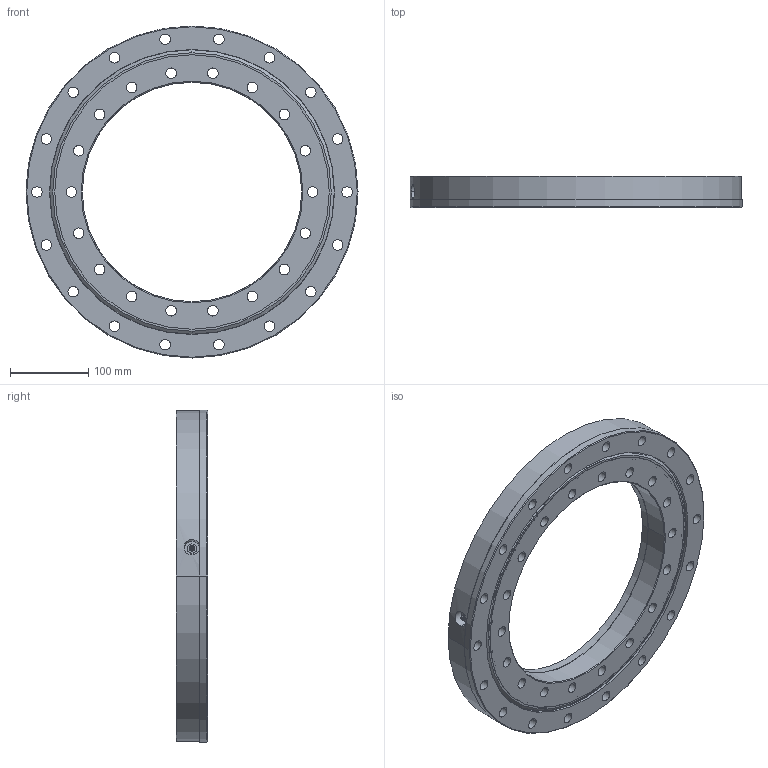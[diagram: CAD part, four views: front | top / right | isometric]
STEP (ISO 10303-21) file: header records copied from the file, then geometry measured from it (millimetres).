
FILE_DESCRIPTION (( 'STEP AP203' ), '1' );
FILE_NAME ('88-0352-01.STEP', '2017-12-28T14:51:35', ( 'defontaine' ), ( 'Hewlett-Packard Company' ), 'SwSTEP 2.0', 'SolidWorks 2016', '' );
FILE_SCHEMA (( 'CONFIG_CONTROL_DESIGN' ));
Length unit declared in the file: millimetre
Products named in the file (1): 88-0352-01
Bounding box: 424 x 40 x 424 mm (x, y, z)
Volume: 2630185 mm3; surface area: 471277.6 mm2
Topology: 7 solids, 7 shells, 231 faces, 553 edges, 354 vertices
Faces by surface type: cylinder 130, plane 46, cone 28, torus 23, sphere 4
Entity records: 7397 total; most frequent: CARTESIAN_POINT 1503, DIRECTION 1340, ORIENTED_EDGE 1106, AXIS2_PLACEMENT_3D 573, EDGE_CURVE 553, VERTEX_POINT 354, CIRCLE 341, EDGE_LOOP 333
